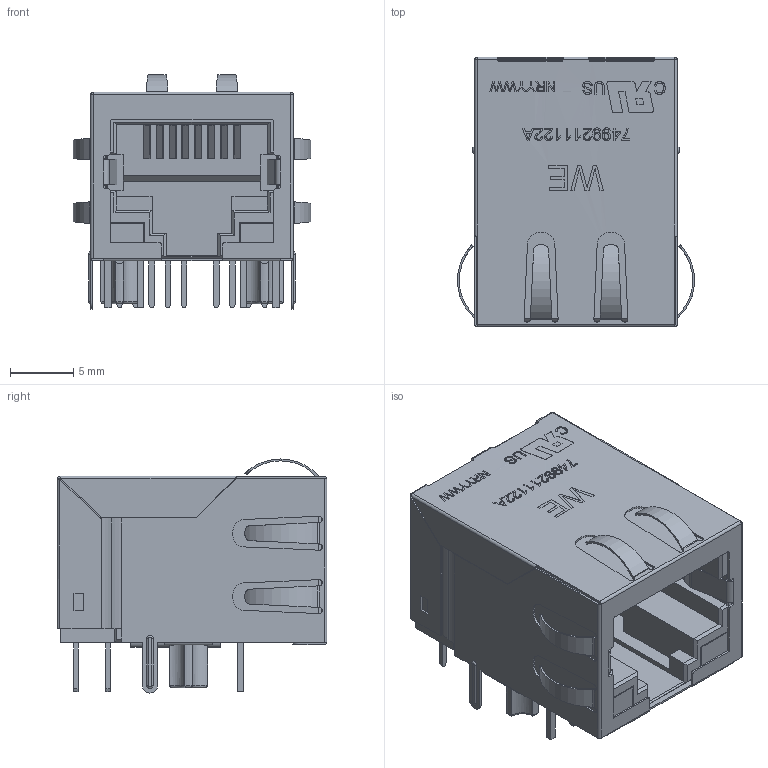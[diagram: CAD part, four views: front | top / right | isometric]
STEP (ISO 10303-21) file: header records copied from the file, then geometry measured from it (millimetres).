
FILE_DESCRIPTION(/* description */ ('Unknown'),/* implementation_level */ '2;1');
FILE_NAME(/* name */ 'T_Wurth_WE-RJ45LAN_7499211122A',/* time_stamp */ '2025-08-21T15:50:50+08:00',/* author */ ('Unknown'),/* organization */ ('Unknown'),/* preprocessor_version */ 'ST-DEVELOPER v19.4',/* originating_system */ 'Solid Edge',/* authorisation */ 'Unknown');
FILE_SCHEMA (('AUTOMOTIVE_DESIGN {1 0 10303 214 3 1 1}'));
Products named in the file (2): T_Wurth_WE-RJ45LAN_7499211122A
Assembly tree (1 placements, depth 2):
  T_Wurth_WE-RJ45LAN_7499211122A
    T_Wurth_WE-RJ45LAN_7499211122A
Bounding box: 18.7 x 21.25 x 18.45 mm (x, y, z)
Volume: 1823.4 mm3; surface area: 6979.3 mm2
Topology: 2 solids, 2 shells, 1776 faces, 5100 edges, 3302 vertices
Faces by surface type: plane 1367, cylinder 331, bspline 53, torus 24, sphere 1
Entity records: 71114 total; most frequent: CARTESIAN_POINT 12643, ORIENTED_EDGE 10196, DIRECTION 8705, EDGE_CURVE 5098, LINE 3987, VECTOR 3987, VERTEX_POINT 3302, AXIS2_PLACEMENT_3D 2359
